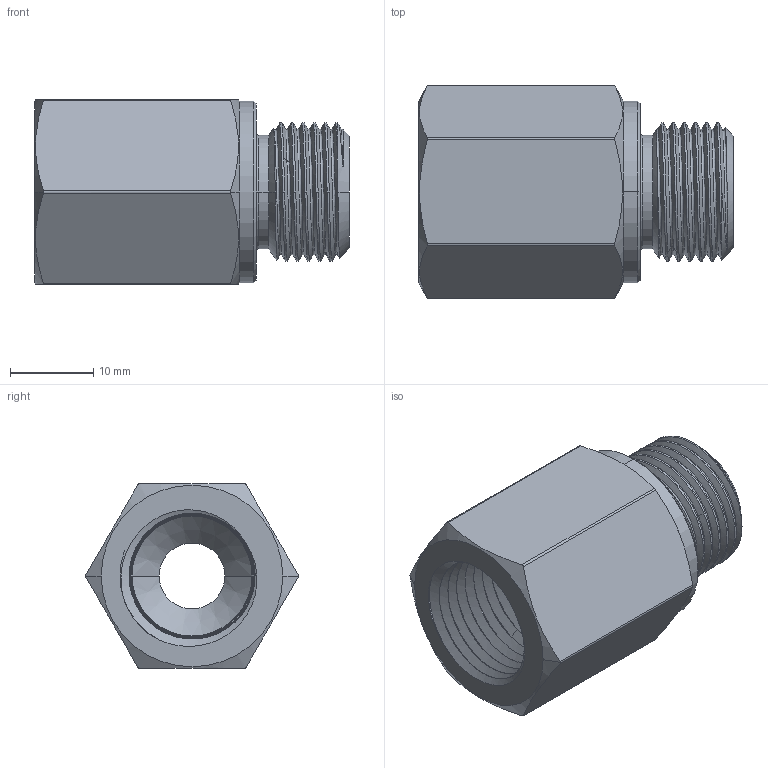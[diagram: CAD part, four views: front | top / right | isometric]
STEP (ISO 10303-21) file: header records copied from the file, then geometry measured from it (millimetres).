
FILE_DESCRIPTION((''),'2;1');
FILE_NAME('ADAPTER_H_MFAB_FM_NPT_M_ISO_PAR','2025-07-08T13:11:37',('Administrator'),(''),'CREO PARAMETRIC BY PTC INC, 2020414','CREO PARAMETRIC BY PTC INC, 2020414','');
FILE_SCHEMA(('AUTOMOTIVE_DESIGN { 1 0 10303 214 1 1 1 1 }'));
Length unit declared in the file: millimetre
Products named in the file (1): ADAPTER_H_MFAB_FM_NPT_M_ISO_PAR
Bounding box: 37.8 x 25.54 x 22.2 mm (x, y, z)
Volume: 9249 mm3; surface area: 5253.8 mm2
Topology: 1 solids, 1 shells, 85 faces, 233 edges, 162 vertices
Faces by surface type: cone 32, cylinder 24, bspline 18, plane 9, torus 2
Entity records: 8002 total; most frequent: CARTESIAN_POINT 5931, ORIENTED_EDGE 458, DIRECTION 281, EDGE_CURVE 229, VERTEX_POINT 147, B_SPLINE_CURVE_WITH_KNOTS 123, COLOUR_RGB 116, AXIS2_PLACEMENT_3D 103
